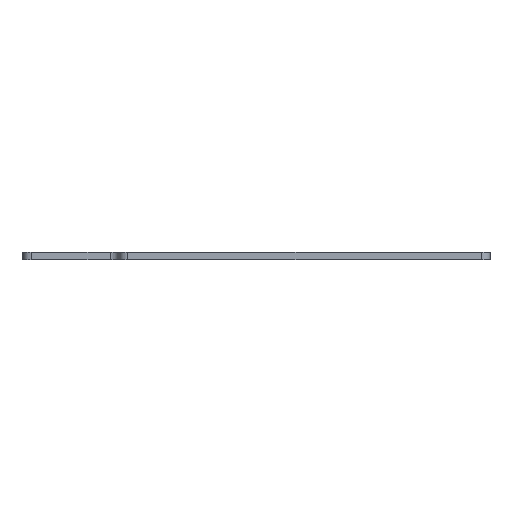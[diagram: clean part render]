
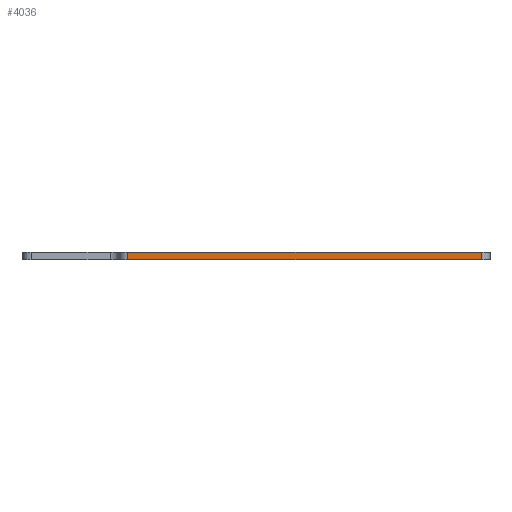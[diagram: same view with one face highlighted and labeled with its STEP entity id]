
A CAD part, front view. The second image highlights one B-rep face of the part: STEP entity #4036.
In plain terms, the highlighted planar face has unit normal (0, -1, 0).
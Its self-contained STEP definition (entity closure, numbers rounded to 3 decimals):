
#146 = VERTEX_POINT('',#147);
#147 = CARTESIAN_POINT('',(167.4,-110.5,0.));
#154 = EDGE_CURVE('',#146,#155,#157,.T.);
#155 = VERTEX_POINT('',#156);
#156 = CARTESIAN_POINT('',(86.746,-110.5,0.));
#157 = LINE('',#158,#159);
#158 = CARTESIAN_POINT('',(167.4,-110.5,0.));
#159 = VECTOR('',#160,1.);
#160 = DIRECTION('',(-1.,0.,0.));
#2069 = VERTEX_POINT('',#2070);
#2070 = CARTESIAN_POINT('',(167.4,-110.5,1.6));
#2077 = EDGE_CURVE('',#2069,#2078,#2080,.T.);
#2078 = VERTEX_POINT('',#2079);
#2079 = CARTESIAN_POINT('',(86.746,-110.5,1.6));
#2080 = LINE('',#2081,#2082);
#2081 = CARTESIAN_POINT('',(167.4,-110.5,1.6));
#2082 = VECTOR('',#2083,1.);
#2083 = DIRECTION('',(-1.,0.,0.));
#4008 = EDGE_CURVE('',#146,#2069,#4009,.T.);
#4009 = LINE('',#4010,#4011);
#4010 = CARTESIAN_POINT('',(167.4,-110.5,0.));
#4011 = VECTOR('',#4012,1.);
#4012 = DIRECTION('',(0.,0.,1.));
#4036 = ADVANCED_FACE('',(#4037),#4048,.T.);
#4037 = FACE_BOUND('',#4038,.T.);
#4038 = EDGE_LOOP('',(#4039,#4040,#4041,#4047));
#4039 = ORIENTED_EDGE('',*,*,#4008,.T.);
#4040 = ORIENTED_EDGE('',*,*,#2077,.T.);
#4041 = ORIENTED_EDGE('',*,*,#4042,.F.);
#4042 = EDGE_CURVE('',#155,#2078,#4043,.T.);
#4043 = LINE('',#4044,#4045);
#4044 = CARTESIAN_POINT('',(86.746,-110.5,0.));
#4045 = VECTOR('',#4046,1.);
#4046 = DIRECTION('',(0.,0.,1.));
#4047 = ORIENTED_EDGE('',*,*,#154,.F.);
#4048 = PLANE('',#4049);
#4049 = AXIS2_PLACEMENT_3D('',#4050,#4051,#4052);
#4050 = CARTESIAN_POINT('',(167.4,-110.5,0.));
#4051 = DIRECTION('',(0.,-1.,0.));
#4052 = DIRECTION('',(-1.,0.,0.));
